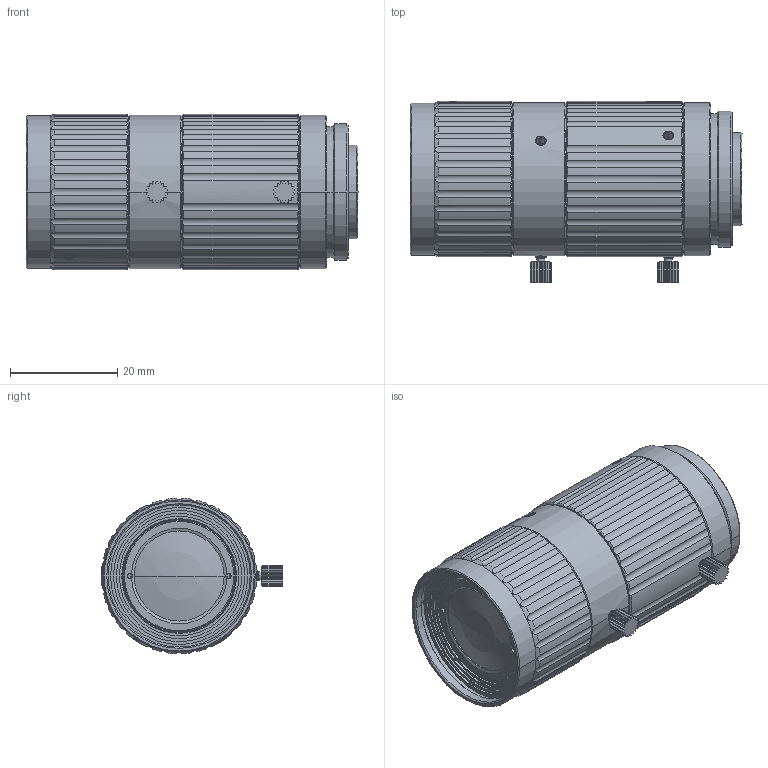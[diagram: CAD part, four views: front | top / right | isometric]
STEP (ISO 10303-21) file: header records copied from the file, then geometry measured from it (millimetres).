
FILE_DESCRIPTION(('FreeCAD Model'),'2;1');
FILE_NAME('Open CASCADE Shape Model','2025-01-21T10:34:47',('Author'),( ''),'Open CASCADE STEP processor 7.8','FreeCAD','Unknown');
FILE_SCHEMA(('AUTOMOTIVE_DESIGN { 1 0 10303 214 1 1 1 1 }'));
Length unit declared in the file: millimetre
Products named in the file (17): VA-LCM-10MP-50MM-F2.8-015; MSBR-58; MSBR-57; MSBR-56; MSBR-55; MSBR-54; MSBR-53; MSBR-52; MSBR-51; MSBR-50; MSBR-49; MSBR-39; MSBR-38; MSBR-4; MSBR-3; MSBR-2; MSBR-1
Assembly tree (16 placements, depth 2):
  VA-LCM-10MP-50MM-F2.8-015
    MSBR-58
    MSBR-57
    MSBR-56
    MSBR-55
    MSBR-54
    MSBR-53
    MSBR-52
    MSBR-51
    MSBR-50
    MSBR-49
    MSBR-39
    MSBR-38
    MSBR-4
    MSBR-3
    MSBR-2
    MSBR-1
Bounding box: 61.94 x 33.8 x 28.97 mm (x, y, z)
Volume: 18831.7 mm3; surface area: 23424 mm2
Topology: 16 solids, 16 shells, 852 faces, 2247 edges, 1448 vertices
Faces by surface type: cylinder 345, cone 291, plane 172, bspline 32, torus 6, sphere 6
Entity records: 33282 total; most frequent: CARTESIAN_POINT 11752, DIRECTION 4499, ORIENTED_EDGE 4482, EDGE_CURVE 2241, AXIS2_PLACEMENT_3D 1880, VERTEX_POINT 1448, CIRCLE 1043, FACE_BOUND 933
